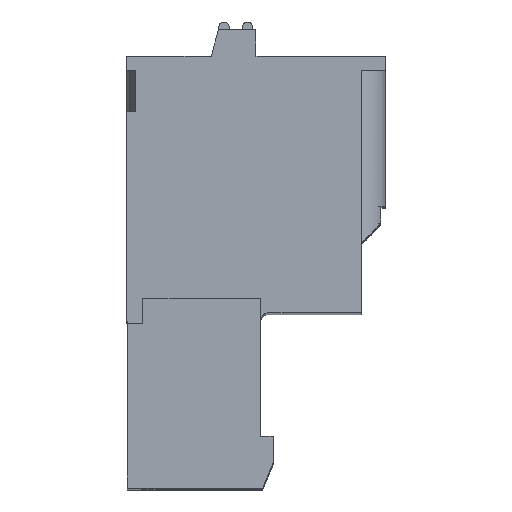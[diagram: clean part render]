
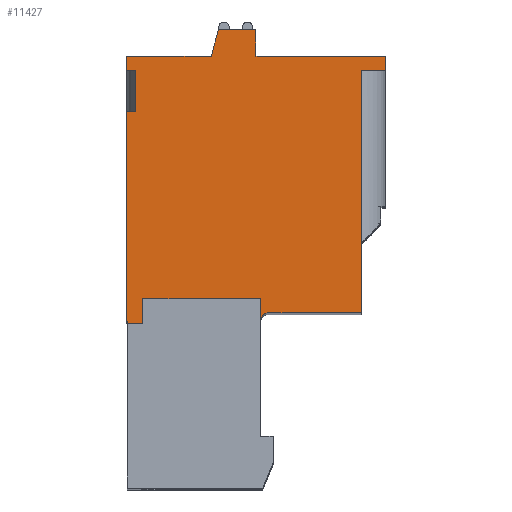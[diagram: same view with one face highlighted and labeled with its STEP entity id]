
A CAD part, top view. The second image highlights one B-rep face of the part: STEP entity #11427.
In plain terms, the highlighted planar face has unit normal (0, 0, 1).
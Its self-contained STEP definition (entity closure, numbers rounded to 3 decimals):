
#584=DIRECTION('',(0.,1.,0.));
#585=VECTOR('',#584,1.3);
#586=CARTESIAN_POINT('',(3.741,-4.022,2.5));
#587=LINE('',#586,#585);
#588=DIRECTION('',(-1.,0.,0.));
#589=VECTOR('',#588,6.8);
#590=CARTESIAN_POINT('',(3.741,-2.722,2.5));
#591=LINE('',#590,#589);
#592=DIRECTION('',(0.,-1.,0.));
#593=VECTOR('',#592,1.45);
#594=CARTESIAN_POINT('',(-3.059,-2.722,2.5));
#595=LINE('',#594,#593);
#596=DIRECTION('',(-1.,0.,0.));
#597=VECTOR('',#596,0.9);
#598=CARTESIAN_POINT('',(-3.059,-4.172,2.5));
#599=LINE('',#598,#597);
#600=DIRECTION('',(0.,-1.,0.));
#601=VECTOR('',#600,0.15);
#602=CARTESIAN_POINT('',(-3.959,-4.022,2.5));
#603=LINE('',#602,#601);
#604=DIRECTION('',(1.,0.,0.));
#605=VECTOR('',#604,0.05);
#606=CARTESIAN_POINT('',(-4.009,-4.022,2.5));
#607=LINE('',#606,#605);
#608=DIRECTION('',(0.,-1.,0.));
#609=VECTOR('',#608,12.15);
#610=CARTESIAN_POINT('',(-4.009,8.128,2.5));
#611=LINE('',#610,#609);
#612=DIRECTION('',(1.,0.,0.));
#613=VECTOR('',#612,0.5);
#614=CARTESIAN_POINT('',(-4.009,8.128,2.5));
#615=LINE('',#614,#613);
#616=DIRECTION('',(0.,-1.,0.));
#617=VECTOR('',#616,2.4);
#618=CARTESIAN_POINT('',(-3.509,10.528,2.5));
#619=LINE('',#618,#617);
#620=DIRECTION('',(1.,0.,0.));
#621=VECTOR('',#620,0.5);
#622=CARTESIAN_POINT('',(-4.009,10.528,2.5));
#623=LINE('',#622,#621);
#624=DIRECTION('',(0.,-1.,0.));
#625=VECTOR('',#624,0.8);
#626=CARTESIAN_POINT('',(-4.009,11.328,2.5));
#627=LINE('',#626,#625);
#628=DIRECTION('',(-1.,0.,0.));
#629=VECTOR('',#628,4.907);
#630=CARTESIAN_POINT('',(0.898,11.328,2.5));
#631=LINE('',#630,#629);
#632=DIRECTION('',(-0.259,-0.966,0.));
#633=VECTOR('',#632,1.605);
#634=CARTESIAN_POINT('',(1.313,12.878,2.5));
#635=LINE('',#634,#633);
#636=DIRECTION('',(-1.,0.,0.));
#637=VECTOR('',#636,2.178);
#638=CARTESIAN_POINT('',(3.491,12.878,2.5));
#639=LINE('',#638,#637);
#640=DIRECTION('',(0.,1.,0.));
#641=VECTOR('',#640,1.55);
#642=CARTESIAN_POINT('',(3.491,11.328,2.5));
#643=LINE('',#642,#641);
#644=DIRECTION('',(-1.,0.,0.));
#645=VECTOR('',#644,7.5);
#646=CARTESIAN_POINT('',(10.991,11.328,2.5));
#647=LINE('',#646,#645);
#648=DIRECTION('',(0.,1.,0.));
#649=VECTOR('',#648,0.8);
#650=CARTESIAN_POINT('',(10.991,10.528,2.5));
#651=LINE('',#650,#649);
#652=DIRECTION('',(-1.,0.,0.));
#653=VECTOR('',#652,1.4);
#654=CARTESIAN_POINT('',(10.991,10.528,2.5));
#655=LINE('',#654,#653);
#656=DIRECTION('',(1.,0.,0.));
#657=VECTOR('',#656,5.35);
#658=CARTESIAN_POINT('',(4.241,-3.522,2.5));
#659=LINE('',#658,#657);
#660=CARTESIAN_POINT('',(4.241,-4.022,2.5));
#661=DIRECTION('',(0.,0.,-1.));
#662=DIRECTION('',(-1.,0.,0.));
#663=AXIS2_PLACEMENT_3D('',#660,#661,#662);
#2910=DIRECTION('',(0.,1.,0.));
#2911=VECTOR('',#2910,14.05);
#2912=CARTESIAN_POINT('',(9.591,-3.522,2.5));
#2913=LINE('',#2912,#2911);
#8391=CARTESIAN_POINT('',(-4.009,-4.022,2.5));
#8392=CARTESIAN_POINT('',(-3.959,-4.022,2.5));
#8393=VERTEX_POINT('',#8391);
#8394=VERTEX_POINT('',#8392);
#8395=CARTESIAN_POINT('',(4.241,-3.522,2.5));
#8396=CARTESIAN_POINT('',(9.591,-3.522,2.5));
#8397=VERTEX_POINT('',#8395);
#8398=VERTEX_POINT('',#8396);
#8399=CARTESIAN_POINT('',(10.991,11.328,2.5));
#8400=CARTESIAN_POINT('',(3.491,11.328,2.5));
#8401=VERTEX_POINT('',#8399);
#8402=VERTEX_POINT('',#8400);
#8403=CARTESIAN_POINT('',(3.491,12.878,2.5));
#8404=VERTEX_POINT('',#8403);
#8405=CARTESIAN_POINT('',(1.313,12.878,2.5));
#8406=VERTEX_POINT('',#8405);
#8407=CARTESIAN_POINT('',(0.898,11.328,2.5));
#8408=VERTEX_POINT('',#8407);
#8409=CARTESIAN_POINT('',(-4.009,11.328,2.5));
#8410=VERTEX_POINT('',#8409);
#8415=CARTESIAN_POINT('',(10.991,10.528,2.5));
#8416=CARTESIAN_POINT('',(9.591,10.528,2.5));
#8417=VERTEX_POINT('',#8415);
#8418=VERTEX_POINT('',#8416);
#8533=CARTESIAN_POINT('',(3.741,-4.022,2.5));
#8534=CARTESIAN_POINT('',(3.741,-2.722,2.5));
#8535=VERTEX_POINT('',#8533);
#8536=VERTEX_POINT('',#8534);
#8537=CARTESIAN_POINT('',(-3.059,-2.722,2.5));
#8538=VERTEX_POINT('',#8537);
#8539=CARTESIAN_POINT('',(-3.059,-4.172,2.5));
#8540=VERTEX_POINT('',#8539);
#8541=CARTESIAN_POINT('',(-3.959,-4.172,2.5));
#8542=VERTEX_POINT('',#8541);
#8547=CARTESIAN_POINT('',(-4.009,10.528,2.5));
#8548=CARTESIAN_POINT('',(-3.509,10.528,2.5));
#8549=VERTEX_POINT('',#8547);
#8550=VERTEX_POINT('',#8548);
#8551=CARTESIAN_POINT('',(-4.009,8.128,2.5));
#8552=CARTESIAN_POINT('',(-3.509,8.128,2.5));
#8553=VERTEX_POINT('',#8551);
#8554=VERTEX_POINT('',#8552);
#11381=CARTESIAN_POINT('',(0.,0.,2.5));
#11382=DIRECTION('',(0.,0.,1.));
#11383=DIRECTION('',(1.,0.,0.));
#11384=AXIS2_PLACEMENT_3D('',#11381,#11382,#11383);
#11385=PLANE('',#11384);
#11386=ORIENTED_EDGE('',*,*,#11362,.T.);
#11388=ORIENTED_EDGE('',*,*,#11387,.T.);
#11390=ORIENTED_EDGE('',*,*,#11389,.T.);
#11392=ORIENTED_EDGE('',*,*,#11391,.T.);
#11393=ORIENTED_EDGE('',*,*,#10897,.F.);
#11395=ORIENTED_EDGE('',*,*,#11394,.F.);
#11397=ORIENTED_EDGE('',*,*,#11396,.F.);
#11399=ORIENTED_EDGE('',*,*,#11398,.T.);
#11401=ORIENTED_EDGE('',*,*,#11400,.F.);
#11403=ORIENTED_EDGE('',*,*,#11402,.F.);
#11405=ORIENTED_EDGE('',*,*,#11404,.F.);
#11407=ORIENTED_EDGE('',*,*,#11406,.F.);
#11409=ORIENTED_EDGE('',*,*,#11408,.F.);
#11411=ORIENTED_EDGE('',*,*,#11410,.F.);
#11413=ORIENTED_EDGE('',*,*,#11412,.F.);
#11415=ORIENTED_EDGE('',*,*,#11414,.F.);
#11417=ORIENTED_EDGE('',*,*,#11416,.F.);
#11419=ORIENTED_EDGE('',*,*,#11418,.T.);
#11421=ORIENTED_EDGE('',*,*,#11420,.F.);
#11423=ORIENTED_EDGE('',*,*,#11422,.F.);
#11424=ORIENTED_EDGE('',*,*,#11374,.F.);
#11425=EDGE_LOOP('',(#11386,#11388,#11390,#11392,#11393,#11395,#11397,#11399,
#11401,#11403,#11405,#11407,#11409,#11411,#11413,#11415,#11417,#11419,#11421,
#11423,#11424));
#11426=FACE_OUTER_BOUND('',#11425,.F.);
#664=CIRCLE('',#663,0.5);
#10897=EDGE_CURVE('',#8394,#8542,#603,.T.);
#11362=EDGE_CURVE('',#8535,#8536,#587,.T.);
#11374=EDGE_CURVE('',#8535,#8397,#664,.T.);
#11387=EDGE_CURVE('',#8536,#8538,#591,.T.);
#11389=EDGE_CURVE('',#8538,#8540,#595,.T.);
#11391=EDGE_CURVE('',#8540,#8542,#599,.T.);
#11394=EDGE_CURVE('',#8393,#8394,#607,.T.);
#11396=EDGE_CURVE('',#8553,#8393,#611,.T.);
#11398=EDGE_CURVE('',#8553,#8554,#615,.T.);
#11400=EDGE_CURVE('',#8550,#8554,#619,.T.);
#11402=EDGE_CURVE('',#8549,#8550,#623,.T.);
#11404=EDGE_CURVE('',#8410,#8549,#627,.T.);
#11406=EDGE_CURVE('',#8408,#8410,#631,.T.);
#11408=EDGE_CURVE('',#8406,#8408,#635,.T.);
#11410=EDGE_CURVE('',#8404,#8406,#639,.T.);
#11412=EDGE_CURVE('',#8402,#8404,#643,.T.);
#11414=EDGE_CURVE('',#8401,#8402,#647,.T.);
#11416=EDGE_CURVE('',#8417,#8401,#651,.T.);
#11418=EDGE_CURVE('',#8417,#8418,#655,.T.);
#11420=EDGE_CURVE('',#8398,#8418,#2913,.T.);
#11422=EDGE_CURVE('',#8397,#8398,#659,.T.);
#11427=ADVANCED_FACE('',(#11426),#11385,.T.);
